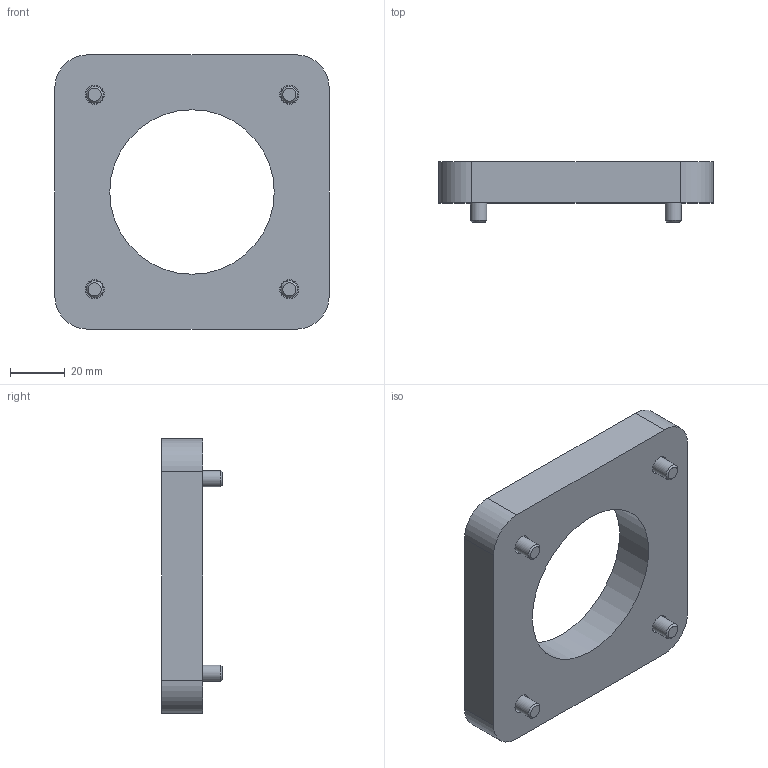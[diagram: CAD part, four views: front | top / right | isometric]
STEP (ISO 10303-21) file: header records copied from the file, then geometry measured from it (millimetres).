
FILE_DESCRIPTION(/* description */ (''),/* implementation_level */ '2;1');
FILE_NAME(/* name */ 'MP1.stp',/* time_stamp */ '2024-02-20T20:06:29+01:00',/* author */ ('fablabadmin'),/* organization */ (''),/* preprocessor_version */ 'ST-DEVELOPER v20',/* originating_system */ 'Autodesk Inventor 2024',/* authorisation */ '');
FILE_SCHEMA (('AUTOMOTIVE_DESIGN { 1 0 10303 214 3 1 1 }'));
Length unit declared in the file: millimetre
Products named in the file (3): MP1; MP1-1001; AS 1420 - 1973 - M6 x 16
Assembly tree (5 placements, depth 2):
  MP1
    MP1-1001
    AS 1420 - 1973 - M6 x 16  x4
Bounding box: 100 x 22 x 100 mm (x, y, z)
Volume: 104990.2 mm3; surface area: 26759.7 mm2
Topology: 5 solids, 5 shells, 83 faces, 195 edges, 130 vertices
Faces by surface type: plane 46, cylinder 21, torus 8, cone 8
Full cylindrical faces by diameter (mm): 6 x4, 7 x4, 10 x4, 12 x4, 60 x1
Entity records: 1237 total; most frequent: DIRECTION 209, CARTESIAN_POINT 204, ORIENTED_EDGE 172, EDGE_CURVE 86, AXIS2_PLACEMENT_3D 84, VERTEX_POINT 58, EDGE_LOOP 54, LINE 41
